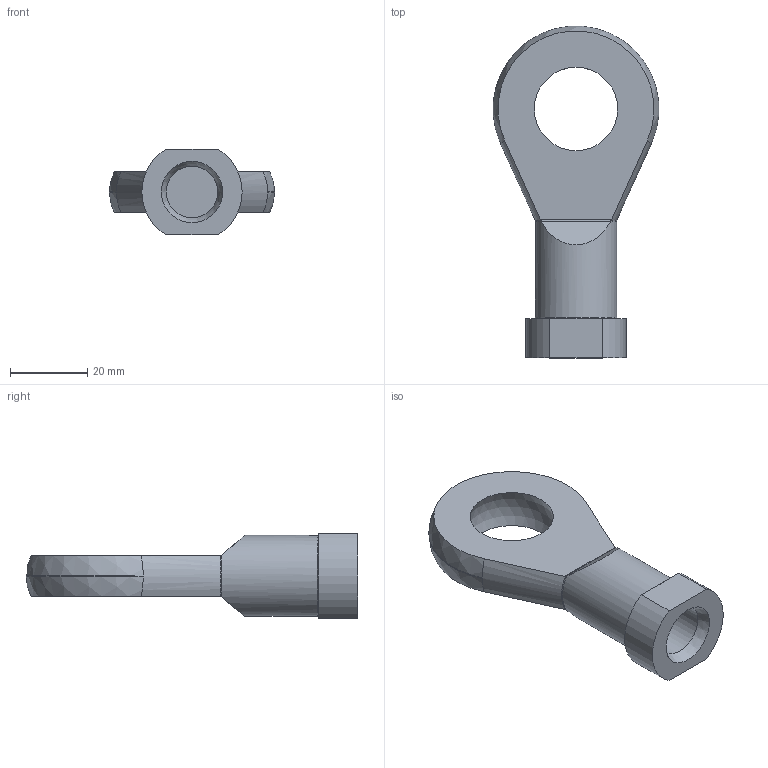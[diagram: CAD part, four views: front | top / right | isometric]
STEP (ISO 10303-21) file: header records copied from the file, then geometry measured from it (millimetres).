
FILE_DESCRIPTION(/* description */ ('igubal Rod End Bearing Housing'),/* implementation_level */ '2;1');
FILE_NAME(/* name */ 'EBRI-10R_Housing.ipt.step',/* time_stamp */ '2014-01-01T17:40:52-08:00',/* author */ ('Autodesk, Inc.'),/* organization */ ('Autodesk, Inc.'),/* preprocessor_version */ 'ST-DEVELOPER v15.2',/* originating_system */ 'Autodesk Inventor 2014',/* authorisation */ '');
FILE_SCHEMA (('CONFIG_CONTROL_DESIGN','AUTOMOTIVE_DESIGN { 1 0 10303 214 3 1 1 }'));
Length unit declared in the file: inch
Products named in the file (1): EBRI-10R_Housing
Bounding box: 42.87 x 86.02 x 22.1 mm (x, y, z)
Volume: 22315.5 mm3; surface area: 8829.7 mm2
Topology: 1 solids, 1 shells, 25 faces, 70 edges, 49 vertices
Faces by surface type: plane 9, bspline 7, cylinder 6, torus 1, cone 1, sphere 1
Full cylindrical faces by diameter (mm): 13.386 x1, 21.006 x1
Entity records: 1009 total; most frequent: CARTESIAN_POINT 384, ORIENTED_EDGE 126, DIRECTION 116, EDGE_CURVE 63, VERTEX_POINT 47, AXIS2_PLACEMENT_3D 46, EDGE_LOOP 34, FACE_OUTER_BOUND 25
